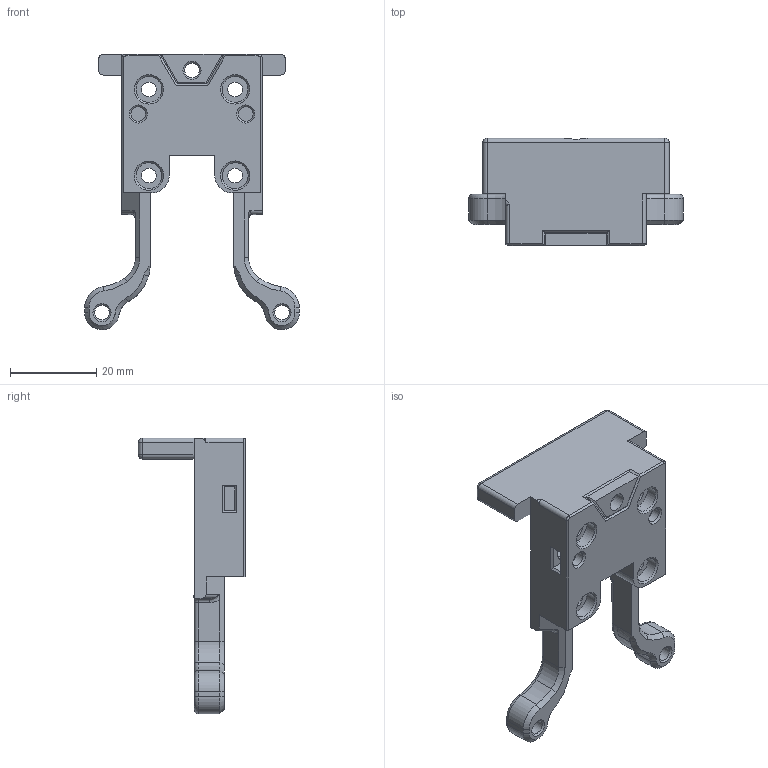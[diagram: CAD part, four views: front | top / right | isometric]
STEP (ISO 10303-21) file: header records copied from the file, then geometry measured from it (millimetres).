
FILE_DESCRIPTION(/* description */ ('','CAx-IF Rec.Pracs.---Representation and Presentation of Product Manufacturing Information (PMI)---4.0---2014-10-13'),/* implementation_level */ '2;1');
FILE_NAME(/* name */ 'MGN12H_X_DragonBurner_Carriage_Lite.step',/* time_stamp */ '2024-11-21T09:27:37-08:00',/* author */ (''),/* organization */ (''),/* preprocessor_version */ 'ST-DEVELOPER v20',/* originating_system */ 'Autodesk Translation Framework v13.20.0.188',/* authorisation */ '');
FILE_SCHEMA (('AP242_MANAGED_MODEL_BASED_3D_ENGINEERING_MIM_LF { 1 0 10303 442 1 1 4 }'));
Length unit declared in the file: millimetre
Products named in the file (3): MGN12H_X_Carriage_Lite; Supports (1); Carriage_Mount
Assembly tree (2 placements, depth 2):
  MGN12H_X_Carriage_Lite
    Supports (1)
    Carriage_Mount
Bounding box: 49.75 x 24.87 x 63.91 mm (x, y, z)
Volume: 13584.7 mm3; surface area: 8123.3 mm2
Topology: 2 solids, 4 shells, 218 faces, 534 edges, 330 vertices
Faces by surface type: plane 91, cylinder 56, bspline 32, cone 24, torus 11, sphere 4
Full cylindrical faces by diameter (mm): 3.4 x11, 4.2 x1, 6 x5
Entity records: 7549 total; most frequent: CARTESIAN_POINT 2404, ORIENTED_EDGE 1064, DIRECTION 1010, EDGE_CURVE 532, AXIS2_PLACEMENT_3D 354, VERTEX_POINT 330, LINE 302, VECTOR 302
